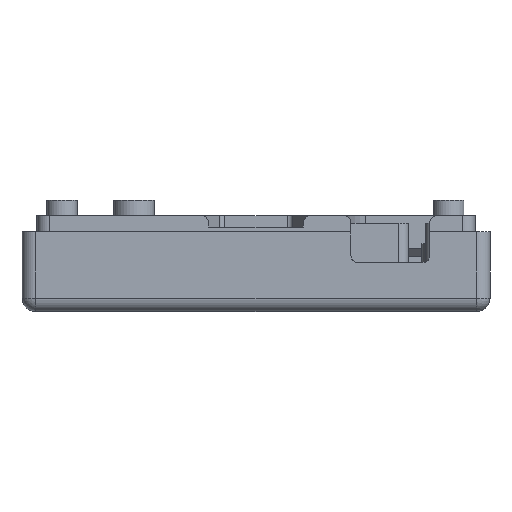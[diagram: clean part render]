
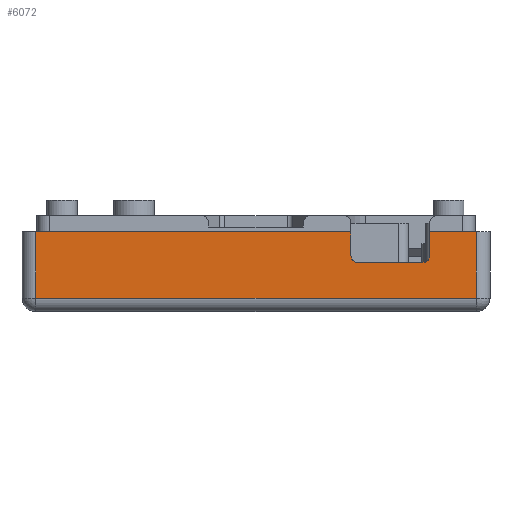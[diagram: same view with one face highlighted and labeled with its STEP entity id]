
A CAD part, front view. The second image highlights one B-rep face of the part: STEP entity #6072.
In plain terms, the highlighted planar face has unit normal (0, -1, 0).
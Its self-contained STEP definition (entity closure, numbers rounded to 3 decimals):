
#379=CIRCLE('',#6374,1.);
#380=CIRCLE('',#6378,1.);
#716=FACE_OUTER_BOUND('',#1069,.T.);
#1069=EDGE_LOOP('',(#4493,#4494,#4495,#4496,#4497,#4498,#4499,#4500,#4501,
#4502));
#1404=LINE('',#8720,#1956);
#1416=LINE('',#8749,#1968);
#1421=LINE('',#8769,#1973);
#1446=LINE('',#8824,#1998);
#1457=LINE('',#8859,#2009);
#1599=LINE('',#9606,#2151);
#1600=LINE('',#9608,#2152);
#1601=LINE('',#9609,#2153);
#1956=VECTOR('',#7005,10.);
#1968=VECTOR('',#7027,10.);
#1973=VECTOR('',#7050,10.);
#1998=VECTOR('',#7093,10.);
#2009=VECTOR('',#7120,10.);
#2151=VECTOR('',#7580,10.);
#2152=VECTOR('',#7581,10.);
#2153=VECTOR('',#7582,10.);
#2510=VERTEX_POINT('',#8717);
#2511=VERTEX_POINT('',#8719);
#2522=VERTEX_POINT('',#8746);
#2523=VERTEX_POINT('',#8748);
#2526=VERTEX_POINT('',#8755);
#2528=VERTEX_POINT('',#8762);
#2550=VERTEX_POINT('',#8822);
#2566=VERTEX_POINT('',#8858);
#2748=VERTEX_POINT('',#9605);
#2749=VERTEX_POINT('',#9607);
#3108=EDGE_CURVE('',#2511,#2510,#1404,.T.);
#3122=EDGE_CURVE('',#2523,#2522,#1416,.T.);
#3126=EDGE_CURVE('',#2526,#2522,#379,.T.);
#3129=EDGE_CURVE('',#2511,#2528,#380,.T.);
#3133=EDGE_CURVE('',#2526,#2528,#1421,.T.);
#3159=EDGE_CURVE('',#2550,#2510,#1446,.T.);
#3178=EDGE_CURVE('',#2523,#2566,#1457,.T.);
#3427=EDGE_CURVE('',#2748,#2550,#1599,.T.);
#3428=EDGE_CURVE('',#2749,#2748,#1600,.T.);
#3429=EDGE_CURVE('',#2566,#2749,#1601,.T.);
#4493=ORIENTED_EDGE('',*,*,#3122,.T.);
#4494=ORIENTED_EDGE('',*,*,#3126,.F.);
#4495=ORIENTED_EDGE('',*,*,#3133,.T.);
#4496=ORIENTED_EDGE('',*,*,#3129,.F.);
#4497=ORIENTED_EDGE('',*,*,#3108,.T.);
#4498=ORIENTED_EDGE('',*,*,#3159,.F.);
#4499=ORIENTED_EDGE('',*,*,#3427,.F.);
#4500=ORIENTED_EDGE('',*,*,#3428,.F.);
#4501=ORIENTED_EDGE('',*,*,#3429,.F.);
#4502=ORIENTED_EDGE('',*,*,#3178,.F.);
#5860=PLANE('',#6556);
#6072=ADVANCED_FACE('',(#716),#5860,.T.);
#6374=AXIS2_PLACEMENT_3D('',#8757,#7034,#7035);
#6378=AXIS2_PLACEMENT_3D('',#8763,#7042,#7043);
#6556=AXIS2_PLACEMENT_3D('',#9604,#7578,#7579);
#7005=DIRECTION('',(0.,0.,1.));
#7027=DIRECTION('',(0.,0.,-1.));
#7034=DIRECTION('center_axis',(0.,-1.,0.));
#7035=DIRECTION('ref_axis',(0.707,0.,-0.707));
#7042=DIRECTION('center_axis',(0.,-1.,0.));
#7043=DIRECTION('ref_axis',(-0.707,0.,-0.707));
#7050=DIRECTION('',(-1.,0.,0.));
#7093=DIRECTION('',(1.,0.,0.));
#7120=DIRECTION('',(1.,0.,0.));
#7578=DIRECTION('center_axis',(0.,-1.,0.));
#7579=DIRECTION('ref_axis',(1.,0.,0.));
#7580=DIRECTION('',(0.,0.,1.));
#7581=DIRECTION('',(-1.,0.,0.));
#7582=DIRECTION('',(0.,0.,-1.));
#8717=CARTESIAN_POINT('',(14.,-41.75,11.75));
#8719=CARTESIAN_POINT('',(14.,-41.75,8.25));
#8720=CARTESIAN_POINT('',(14.,-41.75,3.625));
#8746=CARTESIAN_POINT('',(25.6,-41.75,8.25));
#8748=CARTESIAN_POINT('',(25.6,-41.75,11.75));
#8749=CARTESIAN_POINT('',(25.6,-41.75,9.225));
#8755=CARTESIAN_POINT('',(24.6,-41.75,7.25));
#8757=CARTESIAN_POINT('Origin',(24.6,-41.75,8.25));
#8762=CARTESIAN_POINT('',(15.,-41.75,7.25));
#8763=CARTESIAN_POINT('Origin',(15.,-41.75,8.25));
#8769=CARTESIAN_POINT('',(-4.45,-41.75,7.25));
#8822=CARTESIAN_POINT('',(-32.5,-41.75,11.75));
#8824=CARTESIAN_POINT('',(-17.25,-41.75,11.75));
#8858=CARTESIAN_POINT('',(32.5,-41.75,11.75));
#8859=CARTESIAN_POINT('',(-17.25,-41.75,11.75));
#9604=CARTESIAN_POINT('Origin',(-34.5,-41.75,0.));
#9605=CARTESIAN_POINT('',(-32.5,-41.75,2.));
#9606=CARTESIAN_POINT('',(-32.5,-41.75,0.));
#9607=CARTESIAN_POINT('',(32.5,-41.75,2.));
#9608=CARTESIAN_POINT('',(-17.25,-41.75,2.));
#9609=CARTESIAN_POINT('',(32.5,-41.75,0.));
